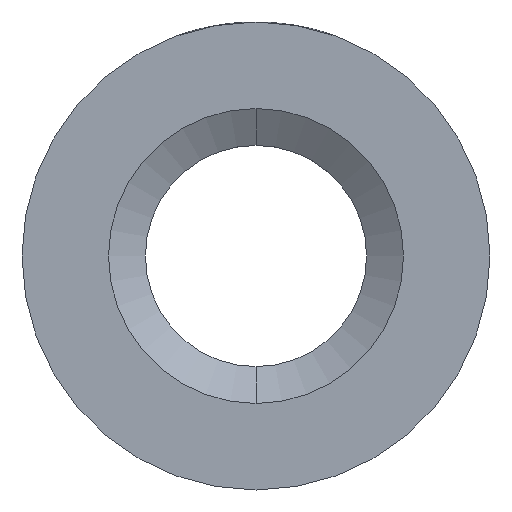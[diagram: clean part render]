
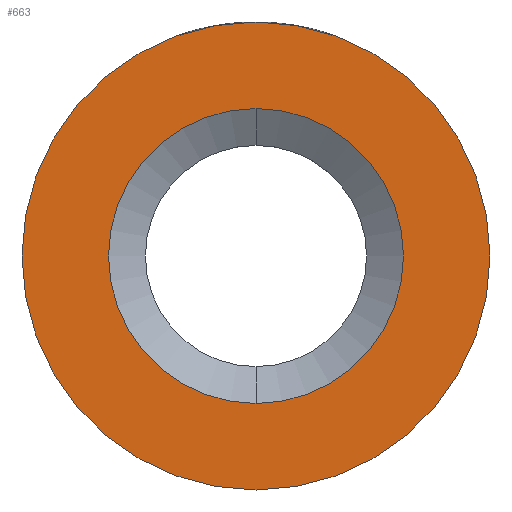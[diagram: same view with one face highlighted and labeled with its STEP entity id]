
A CAD part, front view. The second image highlights one B-rep face of the part: STEP entity #663.
In plain terms, the highlighted planar face has unit normal (0, -1, 0).
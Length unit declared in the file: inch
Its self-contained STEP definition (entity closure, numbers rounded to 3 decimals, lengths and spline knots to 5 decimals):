
#23 = AXIS2_PLACEMENT_3D ( 'NONE', #211, #210, #207 ) ;
#82 = CARTESIAN_POINT ( 'NONE',  ( 0., 0., 0.15748 ) ) ;
#119 = CIRCLE ( 'NONE', #215, 0.15748 ) ;
#120 = DIRECTION ( 'NONE',  ( 0., 0., -1. ) ) ;
#124 = DIRECTION ( 'NONE',  ( 0., -1., 0. ) ) ;
#126 = CARTESIAN_POINT ( 'NONE',  ( 0., 0., 0. ) ) ;
#132 = FACE_OUTER_BOUND ( 'NONE', #664, .T. ) ;
#139 = FACE_BOUND ( 'NONE', #447, .T. ) ;
#140 = CIRCLE ( 'NONE', #23, 0.24985 ) ;
#192 = DIRECTION ( 'NONE',  ( 0., 0., 1. ) ) ;
#194 = DIRECTION ( 'NONE',  ( 0., 1., 0. ) ) ;
#195 = PLANE ( 'NONE',  #219 ) ;
#207 = DIRECTION ( 'NONE',  ( 0., 0., 1. ) ) ;
#210 = DIRECTION ( 'NONE',  ( 0., 1., 0. ) ) ;
#211 = CARTESIAN_POINT ( 'NONE',  ( 0., 0., 0. ) ) ;
#215 = AXIS2_PLACEMENT_3D ( 'NONE', #126, #124, #120 ) ;
#219 = AXIS2_PLACEMENT_3D ( 'NONE', #253, #194, #192 ) ;
#246 = CIRCLE ( 'NONE', #265, 0.15748 ) ;
#253 = CARTESIAN_POINT ( 'NONE',  ( 0., 0., 0. ) ) ;
#265 = AXIS2_PLACEMENT_3D ( 'NONE', #457, #711, #456 ) ;
#282 = CIRCLE ( 'NONE', #332, 0.24985 ) ;
#332 = AXIS2_PLACEMENT_3D ( 'NONE', #703, #709, #719 ) ;
#348 = ORIENTED_EDGE ( 'NONE', *, *, #644, .F. ) ;
#355 = VERTEX_POINT ( 'NONE', #369 ) ;
#369 = CARTESIAN_POINT ( 'NONE',  ( 0., 0., -0.15748 ) ) ;
#384 = ORIENTED_EDGE ( 'NONE', *, *, #720, .F. ) ;
#397 = EDGE_CURVE ( 'NONE', #450, #411, #282, .T. ) ;
#411 = VERTEX_POINT ( 'NONE', #641 ) ;
#447 = EDGE_LOOP ( 'NONE', ( #384, #529 ) ) ;
#450 = VERTEX_POINT ( 'NONE', #525 ) ;
#456 = DIRECTION ( 'NONE',  ( 0., 0., -1. ) ) ;
#457 = CARTESIAN_POINT ( 'NONE',  ( 0., 0., 0. ) ) ;
#525 = CARTESIAN_POINT ( 'NONE',  ( 0., 0., -0.24985 ) ) ;
#529 = ORIENTED_EDGE ( 'NONE', *, *, #542, .F. ) ;
#542 = EDGE_CURVE ( 'NONE', #776, #355, #246, .T. ) ;
#641 = CARTESIAN_POINT ( 'NONE',  ( 0., 0., 0.24985 ) ) ;
#643 = ORIENTED_EDGE ( 'NONE', *, *, #397, .F. ) ;
#644 = EDGE_CURVE ( 'NONE', #411, #450, #140, .T. ) ;
#663 = ADVANCED_FACE ( 'NONE', ( #139, #132 ), #195, .F. ) ;
#664 = EDGE_LOOP ( 'NONE', ( #643, #348 ) ) ;
#703 = CARTESIAN_POINT ( 'NONE',  ( 0., 0., 0. ) ) ;
#709 = DIRECTION ( 'NONE',  ( 0., 1., 0. ) ) ;
#711 = DIRECTION ( 'NONE',  ( 0., -1., 0. ) ) ;
#719 = DIRECTION ( 'NONE',  ( 0., 0., 1. ) ) ;
#720 = EDGE_CURVE ( 'NONE', #355, #776, #119, .T. ) ;
#776 = VERTEX_POINT ( 'NONE', #82 ) ;
